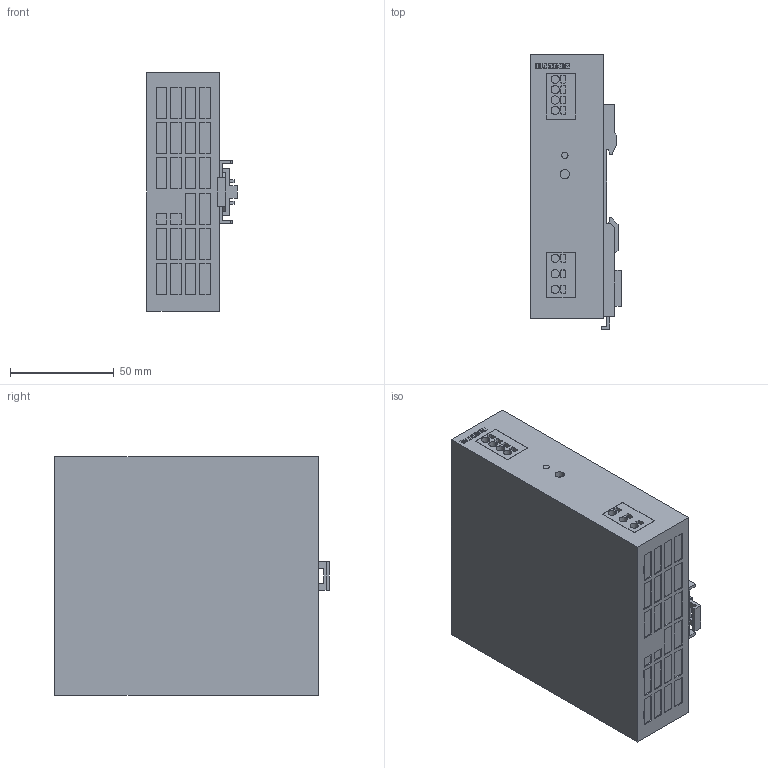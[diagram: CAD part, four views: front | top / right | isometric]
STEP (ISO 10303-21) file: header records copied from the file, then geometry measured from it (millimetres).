
FILE_DESCRIPTION (( 'STEP AP214' ), '1' );
FILE_NAME ('478500.STEP', '2022-05-12T12:05:22', ( '' ), ( '' ), 'SwSTEP 2.0', 'SolidWorks 2018', '' );
FILE_SCHEMA (( 'AUTOMOTIVE_DESIGN' ));
Length unit declared in the file: millimetre
Products named in the file (1): 478500
Bounding box: 43.5 x 132.2 x 115 mm (x, y, z)
Volume: 517610.3 mm3; surface area: 50307.8 mm2
Topology: 1 solids, 1 shells, 612 faces, 1590 edges, 1058 vertices
Faces by surface type: plane 558, cylinder 40, bspline 14
Entity records: 18670 total; most frequent: CARTESIAN_POINT 3605, ORIENTED_EDGE 3180, DIRECTION 2840, EDGE_CURVE 1590, VECTOR 1482, LINE 1482, VERTEX_POINT 1058, EDGE_LOOP 692
